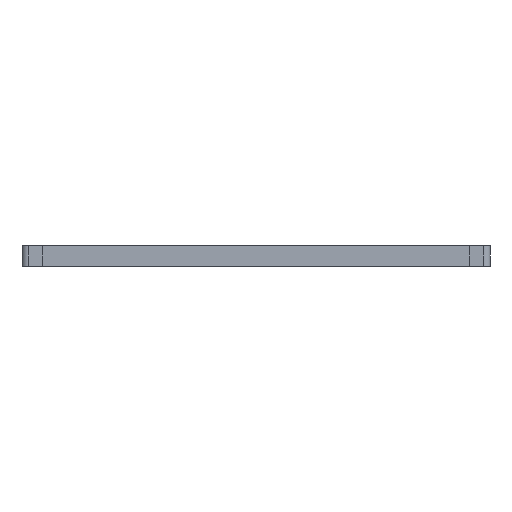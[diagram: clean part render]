
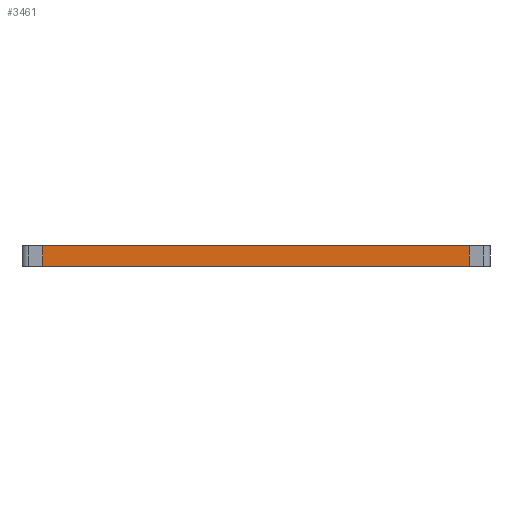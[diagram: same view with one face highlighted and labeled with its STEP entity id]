
A CAD part, front view. The second image highlights one B-rep face of the part: STEP entity #3461.
In plain terms, the highlighted planar face has unit normal (0, -1, 0).
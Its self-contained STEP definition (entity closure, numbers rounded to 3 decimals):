
#318 = CARTESIAN_POINT ( 'NONE',  ( -70., -130., 6.8 ) ) ;
#325 = VERTEX_POINT ( 'NONE', #1269 ) ;
#395 = CARTESIAN_POINT ( 'NONE',  ( -70., -130., 6.8 ) ) ;
#406 = VERTEX_POINT ( 'NONE', #2816 ) ;
#479 = EDGE_LOOP ( 'NONE', ( #1538, #3443, #2073, #2194 ) ) ;
#499 = CARTESIAN_POINT ( 'NONE',  ( -70., -130., 6.8 ) ) ;
#586 = EDGE_CURVE ( 'NONE', #2492, #1541, #2259, .T. ) ;
#647 = CARTESIAN_POINT ( 'NONE',  ( -70., -130., 0. ) ) ;
#668 = DIRECTION ( 'NONE',  ( 0., 0., -1. ) ) ;
#789 = LINE ( 'NONE', #3204, #1439 ) ;
#797 = VECTOR ( 'NONE', #668, 1000. ) ;
#856 = DIRECTION ( 'NONE',  ( 1., 0., 0. ) ) ;
#1041 = VECTOR ( 'NONE', #2321, 1000. ) ;
#1248 = FACE_OUTER_BOUND ( 'NONE', #479, .T. ) ;
#1269 = CARTESIAN_POINT ( 'NONE',  ( 70., -130., 6.8 ) ) ;
#1323 = PLANE ( 'NONE',  #1401 ) ;
#1401 = AXIS2_PLACEMENT_3D ( 'NONE', #499, #2436, #2703 ) ;
#1439 = VECTOR ( 'NONE', #1574, 1000. ) ;
#1538 = ORIENTED_EDGE ( 'NONE', *, *, #2143, .T. ) ;
#1541 = VERTEX_POINT ( 'NONE', #647 ) ;
#1574 = DIRECTION ( 'NONE',  ( 1., 0., 0. ) ) ;
#1606 = VECTOR ( 'NONE', #856, 1000. ) ;
#1788 = CARTESIAN_POINT ( 'NONE',  ( 70., -130., 6.8 ) ) ;
#2073 = ORIENTED_EDGE ( 'NONE', *, *, #2493, .F. ) ;
#2143 = EDGE_CURVE ( 'NONE', #1541, #406, #789, .T. ) ;
#2194 = ORIENTED_EDGE ( 'NONE', *, *, #586, .T. ) ;
#2259 = LINE ( 'NONE', #395, #797 ) ;
#2321 = DIRECTION ( 'NONE',  ( 0., 0., -1. ) ) ;
#2341 = LINE ( 'NONE', #318, #1606 ) ;
#2436 = DIRECTION ( 'NONE',  ( 0., 1., 0. ) ) ;
#2492 = VERTEX_POINT ( 'NONE', #3055 ) ;
#2493 = EDGE_CURVE ( 'NONE', #2492, #325, #2341, .T. ) ;
#2583 = LINE ( 'NONE', #1788, #1041 ) ;
#2703 = DIRECTION ( 'NONE',  ( 0., 0., 1. ) ) ;
#2816 = CARTESIAN_POINT ( 'NONE',  ( 70., -130., 0. ) ) ;
#3055 = CARTESIAN_POINT ( 'NONE',  ( -70., -130., 6.8 ) ) ;
#3204 = CARTESIAN_POINT ( 'NONE',  ( -70., -130., 0. ) ) ;
#3286 = EDGE_CURVE ( 'NONE', #325, #406, #2583, .T. ) ;
#3443 = ORIENTED_EDGE ( 'NONE', *, *, #3286, .F. ) ;
#3461 = ADVANCED_FACE ( 'NONE', ( #1248 ), #1323, .F. ) ;
